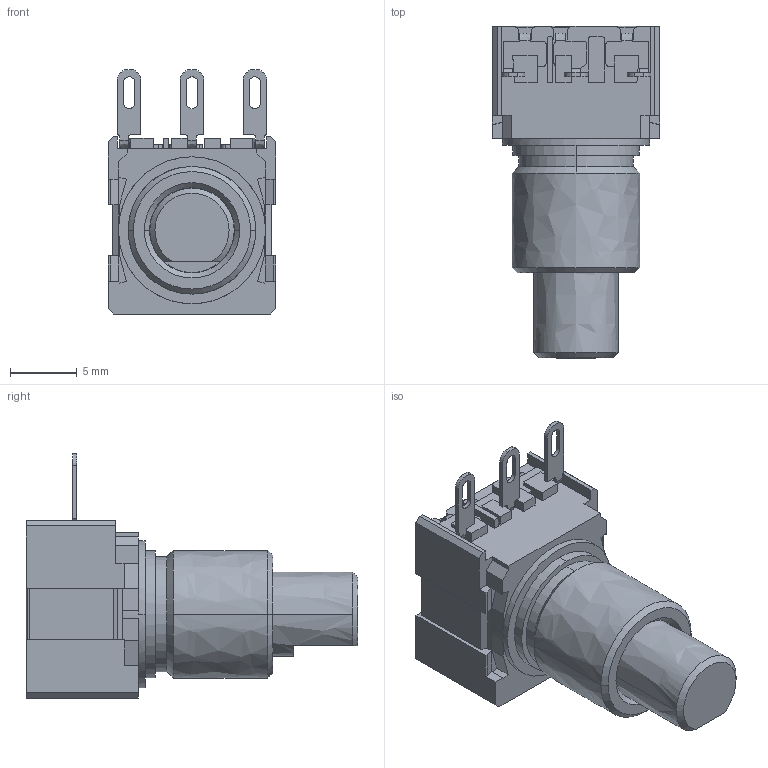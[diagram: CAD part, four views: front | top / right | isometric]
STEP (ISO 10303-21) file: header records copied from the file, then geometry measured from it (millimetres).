
FILE_DESCRIPTION((''),'2;1');
FILE_NAME('53AAD-C20-D13','2008-08-28T',('RICKB'),('Bourns, Inc.'),'PRO/ENGINEER BY PARAMETRIC TECHNOLOGY CORPORATION, 2001200','PRO/ENGINEER BY PARAMETRIC TECHNOLOGY CORPORATION, 2001200','');
FILE_SCHEMA(('AUTOMOTIVE_DESIGN_CC2 { 1 2 10303 214 -1 1 5 2 }'));
Length unit declared in the file: inch
Products named in the file (1): 53AAD-C20-D13
Bounding box: 12.5 x 24.77 x 18.22 mm (x, y, z)
Volume: 1976.5 mm3; surface area: 1886.9 mm2
Topology: 2 solids, 8 shells, 366 faces, 969 edges, 626 vertices
Faces by surface type: bspline 366
Entity records: 15591 total; most frequent: CARTESIAN_POINT 4652, ORIENTED_EDGE 1938, DIRECTION 1110, PRESENTATION_STYLE_ASSIGNMENT 971, STYLED_ITEM 971, CURVE_STYLE 969, EDGE_CURVE 969, VECTOR 774
